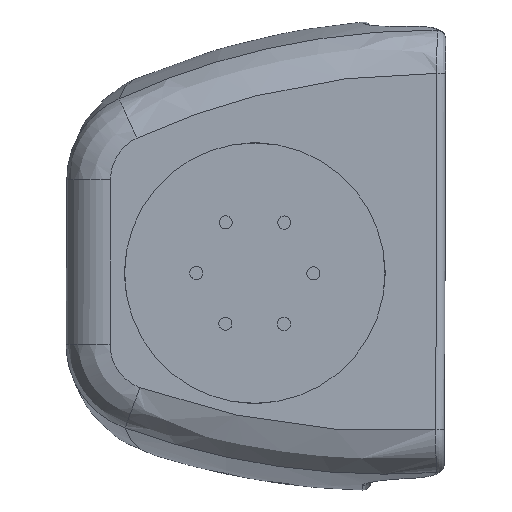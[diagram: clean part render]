
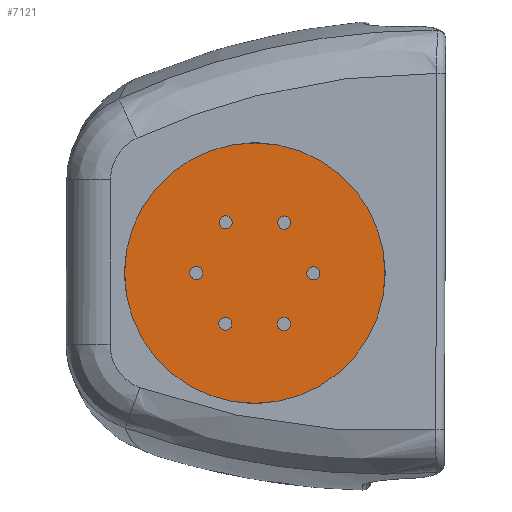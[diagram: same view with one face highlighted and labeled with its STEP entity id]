
A CAD part, left-side view. The second image highlights one B-rep face of the part: STEP entity #7121.
In plain terms, the highlighted planar face has unit normal (-1, 0, 0).
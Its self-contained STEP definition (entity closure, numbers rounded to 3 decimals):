
#87 = VERTEX_POINT ( 'NONE', #1636 ) ;
#100 = VERTEX_POINT ( 'NONE', #11420 ) ;
#142 = DIRECTION ( 'NONE',  ( 0., -1., -0.003 ) ) ;
#171 = CIRCLE ( 'NONE', #11275, 2.25 ) ;
#182 = CIRCLE ( 'NONE', #12416, 2.25 ) ;
#252 = CARTESIAN_POINT ( 'NONE',  ( -43.864, 173.389, 160.88 ) ) ;
#322 = FACE_BOUND ( 'NONE', #12849, .T. ) ;
#472 = CARTESIAN_POINT ( 'NONE',  ( -43.864, 240.139, 161.1 ) ) ;
#521 = CARTESIAN_POINT ( 'NONE',  ( -43.864, 230.196, 143.747 ) ) ;
#525 = CARTESIAN_POINT ( 'NONE',  ( -43.864, 207.946, 143.673 ) ) ;
#565 = CARTESIAN_POINT ( 'NONE',  ( -43.864, 210.082, 178.322 ) ) ;
#754 = DIRECTION ( 'NONE',  ( 1., 0., 0. ) ) ;
#771 = DIRECTION ( 'NONE',  ( -1., 0., 0. ) ) ;
#1116 = CARTESIAN_POINT ( 'NONE',  ( -43.864, 207.832, 178.314 ) ) ;
#1120 = AXIS2_PLACEMENT_3D ( 'NONE', #10108, #13225, #12235 ) ;
#1234 = PLANE ( 'NONE',  #8965 ) ;
#1536 = EDGE_LOOP ( 'NONE', ( #12577, #6909 ) ) ;
#1636 = CARTESIAN_POINT ( 'NONE',  ( -43.864, 205.582, 178.307 ) ) ;
#1674 = CARTESIAN_POINT ( 'NONE',  ( -43.864, 205.696, 143.666 ) ) ;
#1875 = EDGE_CURVE ( 'NONE', #9671, #5141, #2269, .T. ) ;
#1970 = DIRECTION ( 'NONE',  ( 0., -1., -0.003 ) ) ;
#2269 = CIRCLE ( 'NONE', #3852, 2.25 ) ;
#2796 = EDGE_CURVE ( 'NONE', #13583, #7255, #7230, .T. ) ;
#3107 = DIRECTION ( 'NONE',  ( 0., -1., -0.003 ) ) ;
#3277 = CARTESIAN_POINT ( 'NONE',  ( -43.864, 225.582, 178.373 ) ) ;
#3381 = DIRECTION ( 'NONE',  ( -1., 0., 0. ) ) ;
#3554 = CIRCLE ( 'NONE', #13527, 44.5 ) ;
#3730 = CARTESIAN_POINT ( 'NONE',  ( -43.864, 207.832, 178.314 ) ) ;
#3794 = ORIENTED_EDGE ( 'NONE', *, *, #11316, .F. ) ;
#3799 = CARTESIAN_POINT ( 'NONE',  ( -43.864, 207.946, 143.673 ) ) ;
#3852 = AXIS2_PLACEMENT_3D ( 'NONE', #8595, #7729, #11772 ) ;
#4028 = EDGE_CURVE ( 'NONE', #100, #6271, #10844, .T. ) ;
#4062 = CARTESIAN_POINT ( 'NONE',  ( -43.864, 225.696, 143.732 ) ) ;
#4105 = DIRECTION ( 'NONE',  ( -1., 0., 0. ) ) ;
#4168 = DIRECTION ( 'NONE',  ( 0., -1., -0.003 ) ) ;
#4291 = EDGE_LOOP ( 'NONE', ( #3794, #12530 ) ) ;
#4314 = DIRECTION ( 'NONE',  ( 0., -1., -0.003 ) ) ;
#4430 = AXIS2_PLACEMENT_3D ( 'NONE', #12799, #754, #6142 ) ;
#4580 = DIRECTION ( 'NONE',  ( 0., -1., -0.003 ) ) ;
#4635 = EDGE_CURVE ( 'NONE', #87, #6609, #11749, .T. ) ;
#4648 = FACE_OUTER_BOUND ( 'NONE', #1536, .T. ) ;
#4662 = AXIS2_PLACEMENT_3D ( 'NONE', #525, #13425, #13274 ) ;
#4687 = CARTESIAN_POINT ( 'NONE',  ( -43.864, 197.889, 160.961 ) ) ;
#5039 = DIRECTION ( 'NONE',  ( -1., 0., 0. ) ) ;
#5042 = ORIENTED_EDGE ( 'NONE', *, *, #2796, .F. ) ;
#5141 = VERTEX_POINT ( 'NONE', #4062 ) ;
#5166 = DIRECTION ( 'NONE',  ( 0., -1., -0.003 ) ) ;
#5448 = ORIENTED_EDGE ( 'NONE', *, *, #7369, .F. ) ;
#5637 = ORIENTED_EDGE ( 'NONE', *, *, #9991, .F. ) ;
#5743 = CARTESIAN_POINT ( 'NONE',  ( -43.864, 217.889, 161.027 ) ) ;
#5766 = CARTESIAN_POINT ( 'NONE',  ( -43.864, 173.389, 160.88 ) ) ;
#5936 = CARTESIAN_POINT ( 'NONE',  ( -43.864, 235.639, 161.085 ) ) ;
#5954 = DIRECTION ( 'NONE',  ( 0., -1., -0.003 ) ) ;
#6142 = DIRECTION ( 'NONE',  ( 0., 1., 0.003 ) ) ;
#6179 = CARTESIAN_POINT ( 'NONE',  ( -43.864, 230.082, 178.388 ) ) ;
#6267 = AXIS2_PLACEMENT_3D ( 'NONE', #4687, #7019, #5954 ) ;
#6271 = VERTEX_POINT ( 'NONE', #11485 ) ;
#6609 = VERTEX_POINT ( 'NONE', #565 ) ;
#6619 = FACE_BOUND ( 'NONE', #9928, .T. ) ;
#6838 = DIRECTION ( 'NONE',  ( 0., -1., -0.003 ) ) ;
#6909 = ORIENTED_EDGE ( 'NONE', *, *, #6984, .F. ) ;
#6984 = EDGE_CURVE ( 'NONE', #11845, #11399, #13941, .T. ) ;
#7006 = AXIS2_PLACEMENT_3D ( 'NONE', #1116, #3381, #4314 ) ;
#7019 = DIRECTION ( 'NONE',  ( -1., 0., 0. ) ) ;
#7083 = CARTESIAN_POINT ( 'NONE',  ( -43.864, 262.389, 161.173 ) ) ;
#7121 = ADVANCED_FACE ( 'NONE', ( #9885, #6619, #7618, #322, #7546, #11093, #4648 ), #1234, .T. ) ;
#7153 = VERTEX_POINT ( 'NONE', #472 ) ;
#7195 = VERTEX_POINT ( 'NONE', #12510 ) ;
#7230 = CIRCLE ( 'NONE', #1120, 2.25 ) ;
#7255 = VERTEX_POINT ( 'NONE', #3277 ) ;
#7369 = EDGE_CURVE ( 'NONE', #7195, #8746, #10328, .T. ) ;
#7462 = ORIENTED_EDGE ( 'NONE', *, *, #7808, .F. ) ;
#7534 = EDGE_LOOP ( 'NONE', ( #13912, #5448 ) ) ;
#7546 = FACE_BOUND ( 'NONE', #7846, .T. ) ;
#7577 = DIRECTION ( 'NONE',  ( -1., 0., 0. ) ) ;
#7618 = FACE_BOUND ( 'NONE', #12228, .T. ) ;
#7729 = DIRECTION ( 'NONE',  ( -1., 0., 0. ) ) ;
#7758 = ORIENTED_EDGE ( 'NONE', *, *, #11480, .F. ) ;
#7808 = EDGE_CURVE ( 'NONE', #7255, #13583, #11671, .T. ) ;
#7846 = EDGE_LOOP ( 'NONE', ( #7758, #13213 ) ) ;
#7987 = DIRECTION ( 'NONE',  ( -1., 0., 0. ) ) ;
#8348 = VERTEX_POINT ( 'NONE', #5936 ) ;
#8404 = ORIENTED_EDGE ( 'NONE', *, *, #4635, .F. ) ;
#8595 = CARTESIAN_POINT ( 'NONE',  ( -43.864, 227.946, 143.739 ) ) ;
#8654 = CARTESIAN_POINT ( 'NONE',  ( -43.864, 197.889, 160.961 ) ) ;
#8746 = VERTEX_POINT ( 'NONE', #1674 ) ;
#8965 = AXIS2_PLACEMENT_3D ( 'NONE', #252, #9755, #4580 ) ;
#9085 = DIRECTION ( 'NONE',  ( 0., 1., 0.003 ) ) ;
#9159 = EDGE_CURVE ( 'NONE', #8746, #7195, #9214, .T. ) ;
#9214 = CIRCLE ( 'NONE', #12824, 2.25 ) ;
#9254 = DIRECTION ( 'NONE',  ( -1., 0., 0. ) ) ;
#9557 = CARTESIAN_POINT ( 'NONE',  ( -43.864, 227.946, 143.739 ) ) ;
#9671 = VERTEX_POINT ( 'NONE', #521 ) ;
#9755 = DIRECTION ( 'NONE',  ( -1., 0., 0. ) ) ;
#9885 = FACE_BOUND ( 'NONE', #4291, .T. ) ;
#9928 = EDGE_LOOP ( 'NONE', ( #8404, #10734 ) ) ;
#9991 = EDGE_CURVE ( 'NONE', #7153, #8348, #12166, .T. ) ;
#10065 = DIRECTION ( 'NONE',  ( 1., 0., 0. ) ) ;
#10108 = CARTESIAN_POINT ( 'NONE',  ( -43.864, 227.832, 178.38 ) ) ;
#10328 = CIRCLE ( 'NONE', #4662, 2.25 ) ;
#10408 = AXIS2_PLACEMENT_3D ( 'NONE', #8654, #7577, #142 ) ;
#10484 = DIRECTION ( 'NONE',  ( -1., 0., 0. ) ) ;
#10595 = EDGE_CURVE ( 'NONE', #6609, #87, #182, .T. ) ;
#10734 = ORIENTED_EDGE ( 'NONE', *, *, #10595, .F. ) ;
#10797 = CIRCLE ( 'NONE', #6267, 2.25 ) ;
#10844 = CIRCLE ( 'NONE', #10408, 2.25 ) ;
#11093 = FACE_BOUND ( 'NONE', #7534, .T. ) ;
#11236 = DIRECTION ( 'NONE',  ( 0., -1., -0.003 ) ) ;
#11262 = AXIS2_PLACEMENT_3D ( 'NONE', #9557, #5039, #5166 ) ;
#11275 = AXIS2_PLACEMENT_3D ( 'NONE', #13815, #4105, #3107 ) ;
#11316 = EDGE_CURVE ( 'NONE', #6271, #100, #10797, .T. ) ;
#11392 = EDGE_CURVE ( 'NONE', #11399, #11845, #3554, .T. ) ;
#11399 = VERTEX_POINT ( 'NONE', #7083 ) ;
#11420 = CARTESIAN_POINT ( 'NONE',  ( -43.864, 200.139, 160.968 ) ) ;
#11480 = EDGE_CURVE ( 'NONE', #5141, #9671, #13741, .T. ) ;
#11485 = CARTESIAN_POINT ( 'NONE',  ( -43.864, 195.639, 160.953 ) ) ;
#11543 = EDGE_CURVE ( 'NONE', #8348, #7153, #171, .T. ) ;
#11671 = CIRCLE ( 'NONE', #13029, 2.25 ) ;
#11749 = CIRCLE ( 'NONE', #7006, 2.25 ) ;
#11772 = DIRECTION ( 'NONE',  ( 0., -1., -0.003 ) ) ;
#11845 = VERTEX_POINT ( 'NONE', #5766 ) ;
#11861 = ORIENTED_EDGE ( 'NONE', *, *, #11543, .F. ) ;
#12166 = CIRCLE ( 'NONE', #12403, 2.25 ) ;
#12228 = EDGE_LOOP ( 'NONE', ( #7462, #5042 ) ) ;
#12235 = DIRECTION ( 'NONE',  ( 0., -1., -0.003 ) ) ;
#12403 = AXIS2_PLACEMENT_3D ( 'NONE', #13877, #771, #4168 ) ;
#12416 = AXIS2_PLACEMENT_3D ( 'NONE', #3730, #7987, #6838 ) ;
#12510 = CARTESIAN_POINT ( 'NONE',  ( -43.864, 210.196, 143.681 ) ) ;
#12530 = ORIENTED_EDGE ( 'NONE', *, *, #4028, .F. ) ;
#12577 = ORIENTED_EDGE ( 'NONE', *, *, #11392, .F. ) ;
#12799 = CARTESIAN_POINT ( 'NONE',  ( -43.864, 217.889, 161.027 ) ) ;
#12824 = AXIS2_PLACEMENT_3D ( 'NONE', #3799, #9254, #11236 ) ;
#12849 = EDGE_LOOP ( 'NONE', ( #11861, #5637 ) ) ;
#13029 = AXIS2_PLACEMENT_3D ( 'NONE', #13680, #10484, #1970 ) ;
#13213 = ORIENTED_EDGE ( 'NONE', *, *, #1875, .F. ) ;
#13225 = DIRECTION ( 'NONE',  ( -1., 0., 0. ) ) ;
#13274 = DIRECTION ( 'NONE',  ( 0., -1., -0.003 ) ) ;
#13425 = DIRECTION ( 'NONE',  ( -1., 0., 0. ) ) ;
#13527 = AXIS2_PLACEMENT_3D ( 'NONE', #5743, #10065, #9085 ) ;
#13583 = VERTEX_POINT ( 'NONE', #6179 ) ;
#13680 = CARTESIAN_POINT ( 'NONE',  ( -43.864, 227.832, 178.38 ) ) ;
#13741 = CIRCLE ( 'NONE', #11262, 2.25 ) ;
#13815 = CARTESIAN_POINT ( 'NONE',  ( -43.864, 237.889, 161.093 ) ) ;
#13877 = CARTESIAN_POINT ( 'NONE',  ( -43.864, 237.889, 161.093 ) ) ;
#13912 = ORIENTED_EDGE ( 'NONE', *, *, #9159, .F. ) ;
#13941 = CIRCLE ( 'NONE', #4430, 44.5 ) ;
